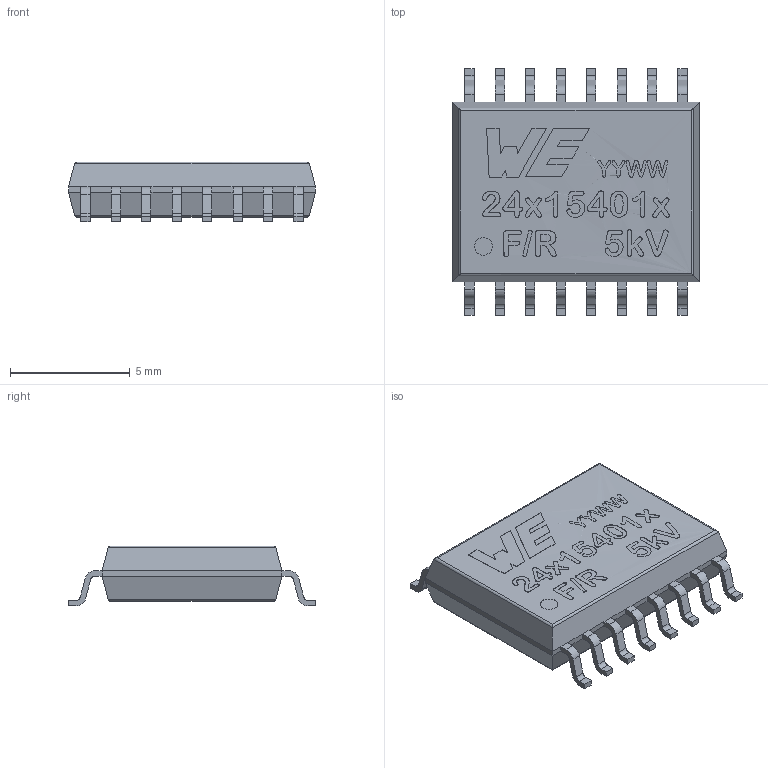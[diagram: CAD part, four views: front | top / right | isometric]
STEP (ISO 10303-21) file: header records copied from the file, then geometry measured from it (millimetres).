
FILE_DESCRIPTION(/* description */ ('Unknown'),/* implementation_level */ '2;1');
FILE_NAME(/* name */ 'U_Wurth_WPME-CDIP_SOIC-16WB',/* time_stamp */ '2025-04-25T14:09:16+08:00',/* author */ ('Unknown'),/* organization */ ('Unknown'),/* preprocessor_version */ 'ST-DEVELOPER v19.4',/* originating_system */ 'Solid Edge',/* authorisation */ 'Unknown');
FILE_SCHEMA (('AUTOMOTIVE_DESIGN {1 0 10303 214 3 1 1}'));
Length unit declared in the file: millimetre
Products named in the file (1): STP_CDIP_18024x15401x (rev1)
Bounding box: 10.3 x 10.3 x 2.5 mm (x, y, z)
Volume: 170.6 mm3; surface area: 260.3 mm2
Topology: 1 solids, 1 shells, 353 faces, 914 edges, 589 vertices
Faces by surface type: plane 253, cylinder 73, bspline 27
Full cylindrical faces by diameter (mm): 0.734 x1
Entity records: 14724 total; most frequent: CARTESIAN_POINT 3884, ORIENTED_EDGE 1820, DIRECTION 1552, EDGE_CURVE 910, LINE 622, VECTOR 622, VERTEX_POINT 589, AXIS2_PLACEMENT_3D 465
